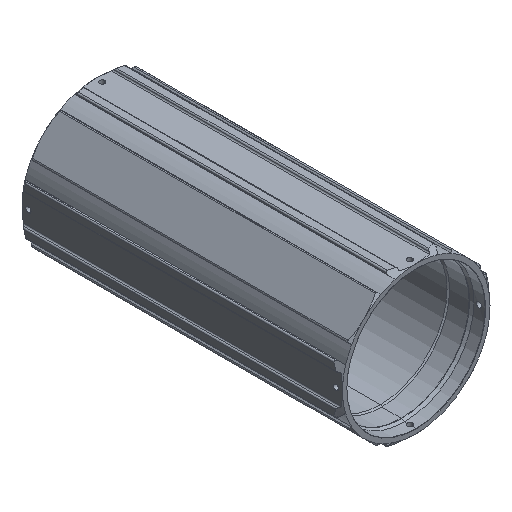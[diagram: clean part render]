
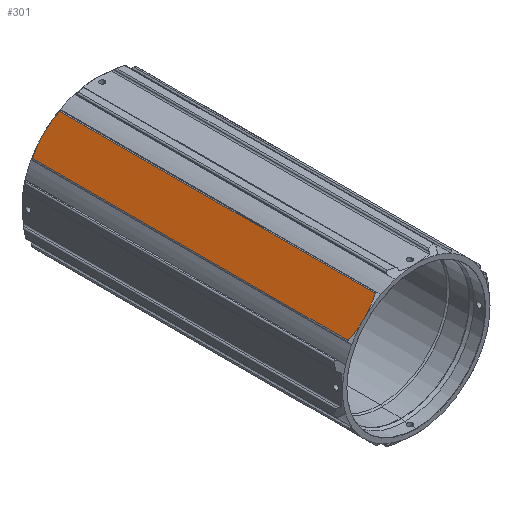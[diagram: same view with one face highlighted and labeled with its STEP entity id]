
A CAD part, isometric view. The second image highlights one B-rep face of the part: STEP entity #301.
In plain terms, the highlighted planar face has unit normal (-0.707, 0, 0.707).
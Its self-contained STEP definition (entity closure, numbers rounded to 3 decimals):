
#108 = VERTEX_POINT ( 'NONE', #431 ) ;
#164 = B_SPLINE_CURVE_WITH_KNOTS ( 'NONE', 3,
 ( #5117, #4198, #3771, #3273, #2439, #182, #3356, #5091 ),
 .UNSPECIFIED., .F., .F.,
 ( 4, 2, 2, 4 ),
 ( 0.015, 0.019, 0.023, 0.03 ),
 .UNSPECIFIED. ) ;
#182 = CARTESIAN_POINT ( 'NONE',  ( -33.542, 0.821, 47.775 ) ) ;
#298 = VECTOR ( 'NONE', #1261, 1000. ) ;
#301 = ADVANCED_FACE ( 'NONE', ( #339 ), #2565, .T. ) ;
#339 = FACE_OUTER_BOUND ( 'NONE', #1374, .T. ) ;
#431 = CARTESIAN_POINT ( 'NONE',  ( -40.659, 250., 40.659 ) ) ;
#692 = CARTESIAN_POINT ( 'NONE',  ( -30.052, 248.076, 51.265 ) ) ;
#696 = DIRECTION ( 'NONE',  ( -0.707, 0., 0.707 ) ) ;
#729 = VECTOR ( 'NONE', #3861, 1000. ) ;
#740 = CARTESIAN_POINT ( 'NONE',  ( -40.659, 0., 40.659 ) ) ;
#837 = CARTESIAN_POINT ( 'NONE',  ( -51.265, 1.924, 30.052 ) ) ;
#932 = CARTESIAN_POINT ( 'NONE',  ( -31.797, 248.699, 49.52 ) ) ;
#1218 = CARTESIAN_POINT ( 'NONE',  ( -49.528, 248.696, 31.79 ) ) ;
#1248 = CARTESIAN_POINT ( 'NONE',  ( -47.775, 249.179, 33.542 ) ) ;
#1261 = DIRECTION ( 'NONE',  ( 0., -1., 0. ) ) ;
#1284 = VERTEX_POINT ( 'NONE', #2119 ) ;
#1374 = EDGE_LOOP ( 'NONE', ( #1848, #2249, #3654, #3261, #4326, #2231 ) ) ;
#1485 = CARTESIAN_POINT ( 'NONE',  ( -42.451, 0., 38.867 ) ) ;
#1510 = CARTESIAN_POINT ( 'NONE',  ( -40.659, 0., 40.659 ) ) ;
#1540 = EDGE_CURVE ( 'NONE', #5602, #108, #4244, .T. ) ;
#1558 = VERTEX_POINT ( 'NONE', #4174 ) ;
#1595 = LINE ( 'NONE', #2163, #729 ) ;
#1630 = CARTESIAN_POINT ( 'NONE',  ( -42.448, 249.958, 38.87 ) ) ;
#1659 = VERTEX_POINT ( 'NONE', #837 ) ;
#1848 = ORIENTED_EDGE ( 'NONE', *, *, #2125, .T. ) ;
#2089 = CARTESIAN_POINT ( 'NONE',  ( -40.659, -17.173, 40.659 ) ) ;
#2112 = CARTESIAN_POINT ( 'NONE',  ( -44.233, 249.792, 37.084 ) ) ;
#2119 = CARTESIAN_POINT ( 'NONE',  ( -51.265, 248.076, 30.052 ) ) ;
#2125 = EDGE_CURVE ( 'NONE', #1284, #1659, #5193, .T. ) ;
#2163 = CARTESIAN_POINT ( 'NONE',  ( -30.052, -17.173, 51.265 ) ) ;
#2231 = ORIENTED_EDGE ( 'NONE', *, *, #3000, .T. ) ;
#2249 = ORIENTED_EDGE ( 'NONE', *, *, #5769, .T. ) ;
#2354 = CARTESIAN_POINT ( 'NONE',  ( -47.765, 0.819, 33.552 ) ) ;
#2439 = CARTESIAN_POINT ( 'NONE',  ( -36.195, 0.332, 45.122 ) ) ;
#2565 = PLANE ( 'NONE',  #5075 ) ;
#3000 = EDGE_CURVE ( 'NONE', #108, #1284, #3711, .T. ) ;
#3028 = CARTESIAN_POINT ( 'NONE',  ( -51.265, 248.076, 30.052 ) ) ;
#3261 = ORIENTED_EDGE ( 'NONE', *, *, #4300, .T. ) ;
#3273 = CARTESIAN_POINT ( 'NONE',  ( -37.084, 0.208, 44.233 ) ) ;
#3279 = CARTESIAN_POINT ( 'NONE',  ( -40.659, 250., 40.659 ) ) ;
#3283 = VERTEX_POINT ( 'NONE', #740 ) ;
#3356 = CARTESIAN_POINT ( 'NONE',  ( -31.79, 1.304, 49.528 ) ) ;
#3654 = ORIENTED_EDGE ( 'NONE', *, *, #4168, .T. ) ;
#3658 = CARTESIAN_POINT ( 'NONE',  ( -37.087, 249.832, 44.23 ) ) ;
#3711 = B_SPLINE_CURVE_WITH_KNOTS ( 'NONE', 3,
 ( #3896, #5718, #1630, #2112, #4408, #1248, #1218, #3028 ),
 .UNSPECIFIED., .F., .F.,
 ( 4, 2, 2, 4 ),
 ( 0.015, 0.019, 0.023, 0.03 ),
 .UNSPECIFIED. ) ;
#3746 = CARTESIAN_POINT ( 'NONE',  ( -49.52, 1.301, 31.797 ) ) ;
#3771 = CARTESIAN_POINT ( 'NONE',  ( -38.87, 0.042, 42.448 ) ) ;
#3861 = DIRECTION ( 'NONE',  ( 0., 1., 0. ) ) ;
#3896 = CARTESIAN_POINT ( 'NONE',  ( -40.659, 250., 40.659 ) ) ;
#4168 = EDGE_CURVE ( 'NONE', #3283, #1558, #164, .T. ) ;
#4174 = CARTESIAN_POINT ( 'NONE',  ( -30.052, 1.924, 51.265 ) ) ;
#4198 = CARTESIAN_POINT ( 'NONE',  ( -39.767, 0., 41.55 ) ) ;
#4244 = B_SPLINE_CURVE_WITH_KNOTS ( 'NONE', 3,
 ( #5012, #932, #4563, #3658, #5478, #3279 ),
 .UNSPECIFIED., .F., .F.,
 ( 4, 2, 4 ),
 ( 0., 0.008, 0.015 ),
 .UNSPECIFIED. ) ;
#4300 = EDGE_CURVE ( 'NONE', #1558, #5602, #1595, .T. ) ;
#4326 = ORIENTED_EDGE ( 'NONE', *, *, #1540, .T. ) ;
#4408 = CARTESIAN_POINT ( 'NONE',  ( -45.122, 249.668, 36.195 ) ) ;
#4563 = CARTESIAN_POINT ( 'NONE',  ( -33.552, 249.181, 47.765 ) ) ;
#4754 = CARTESIAN_POINT ( 'NONE',  ( -51.265, 0., 30.052 ) ) ;
#5012 = CARTESIAN_POINT ( 'NONE',  ( -30.052, 248.076, 51.265 ) ) ;
#5075 = AXIS2_PLACEMENT_3D ( 'NONE', #2089, #696, #5298 ) ;
#5091 = CARTESIAN_POINT ( 'NONE',  ( -30.052, 1.924, 51.265 ) ) ;
#5117 = CARTESIAN_POINT ( 'NONE',  ( -40.659, 0., 40.659 ) ) ;
#5149 = CARTESIAN_POINT ( 'NONE',  ( -51.265, 1.924, 30.052 ) ) ;
#5193 = LINE ( 'NONE', #4754, #298 ) ;
#5298 = DIRECTION ( 'NONE',  ( 0.707, 0., 0.707 ) ) ;
#5468 = B_SPLINE_CURVE_WITH_KNOTS ( 'NONE', 3,
 ( #5149, #3746, #2354, #5563, #1485, #1510 ),
 .UNSPECIFIED., .F., .F.,
 ( 4, 2, 4 ),
 ( 0., 0.008, 0.015 ),
 .UNSPECIFIED. ) ;
#5478 = CARTESIAN_POINT ( 'NONE',  ( -38.867, 250., 42.451 ) ) ;
#5563 = CARTESIAN_POINT ( 'NONE',  ( -44.23, 0.168, 37.087 ) ) ;
#5602 = VERTEX_POINT ( 'NONE', #692 ) ;
#5718 = CARTESIAN_POINT ( 'NONE',  ( -41.55, 250., 39.767 ) ) ;
#5769 = EDGE_CURVE ( 'NONE', #1659, #3283, #5468, .T. ) ;
